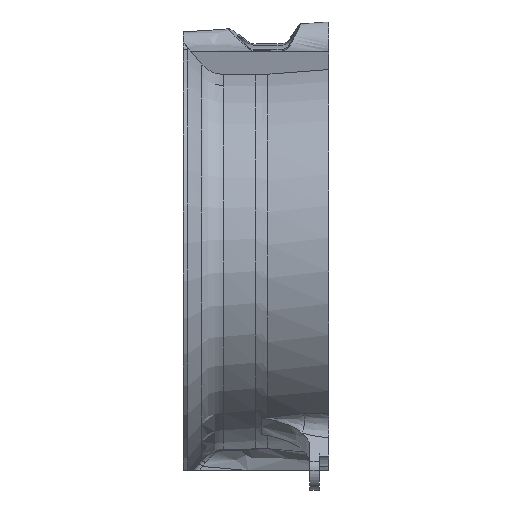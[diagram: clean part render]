
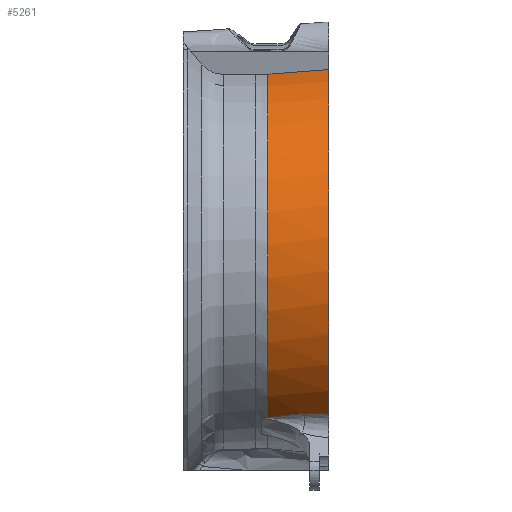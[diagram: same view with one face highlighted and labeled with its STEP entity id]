
A CAD part, left-side view. The second image highlights one B-rep face of the part: STEP entity #5261.
In plain terms, the highlighted conical face has half-angle 5 degrees and reference radius 41.392 mm.
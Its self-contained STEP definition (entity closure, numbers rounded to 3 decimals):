
#232 = CARTESIAN_POINT ( 'NONE',  ( -81.05, 7.775, 11.175 ) ) ;
#320 = CARTESIAN_POINT ( 'NONE',  ( -81.172, 7.373, 11.218 ) ) ;
#348 = CARTESIAN_POINT ( 'NONE',  ( -82.753, 2.381, 11.841 ) ) ;
#354 = AXIS2_PLACEMENT_3D ( 'NONE', #448, #5044, #2702 ) ;
#359 = DIRECTION ( 'NONE',  ( 0., 0., -1. ) ) ;
#448 = CARTESIAN_POINT ( 'NONE',  ( -57.861, -4., 44.21 ) ) ;
#609 = ORIENTED_EDGE ( 'NONE', *, *, #701, .T. ) ;
#636 = VERTEX_POINT ( 'NONE', #1077 ) ;
#701 = EDGE_CURVE ( 'NONE', #3642, #3584, #1259, .T. ) ;
#706 = EDGE_CURVE ( 'NONE', #2594, #3584, #2778, .T. ) ;
#744 = CARTESIAN_POINT ( 'NONE',  ( -83.57, -2.234, 11.969 ) ) ;
#829 = CARTESIAN_POINT ( 'NONE',  ( -83.46, -1.315, 11.984 ) ) ;
#908 = CARTESIAN_POINT ( 'NONE',  ( -82.444, 3.444, 11.722 ) ) ;
#1037 = B_SPLINE_CURVE_WITH_KNOTS ( 'NONE', 3,
 ( #5704, #3952, #4848, #5789, #2024, #2141, #232, #5221, #2053, #4377, #320, #4413, #5334, #3502, #1093, #1209, #3979, #3041, #5003, #2688, #5851, #1268, #1687, #1298, #4555, #2655, #2227, #2199, #2624, #5489, #908, #4912, #5818, #3134, #4039, #5943, #4589, #348, #5361, #1775, #4469, #4973 ),
 .UNSPECIFIED., .F., .F.,
 ( 4, 2, 2, 2, 1, 1, 1, 2, 2, 1, 1, 2, 2, 1, 2, 2, 1, 2, 2, 1, 1, 1, 1, 2, 2, 1, 4 ),
 ( 0.139, 0.246, 0.25, 0.253, 0.26, 0.273, 0.3, 0.354, 0.462, 0.489, 0.495, 0.499, 0.502, 0.515, 0.569, 0.677, 0.731, 0.744, 0.751, 0.758, 0.785, 0.838, 0.865, 0.872, 0.879, 0.892, 1. ),
 .UNSPECIFIED. ) ;
#1051 = CARTESIAN_POINT ( 'NONE',  ( -69.378, 4.501, 83.192 ) ) ;
#1077 = CARTESIAN_POINT ( 'NONE',  ( -80.771, 8.752, 11.085 ) ) ;
#1093 = CARTESIAN_POINT ( 'NONE',  ( -81.633, 5.938, 11.393 ) ) ;
#1209 = CARTESIAN_POINT ( 'NONE',  ( -81.67, 5.823, 11.408 ) ) ;
#1251 = CARTESIAN_POINT ( 'NONE',  ( -83.494, -1.568, 11.982 ) ) ;
#1259 = B_SPLINE_CURVE_WITH_KNOTS ( 'NONE', 3,
 ( #3401, #5234, #3908, #3456, #3995, #5831, #4451, #2605, #3635, #829, #1251, #1699, #744, #1727, #1277, #3085, #4922, #2635 ),
 .UNSPECIFIED., .F., .F.,
 ( 4, 2, 1, 1, 1, 2, 2, 1, 2, 2, 4 ),
 ( 0., 0.25, 0.375, 0.437, 0.469, 0.484, 0.5, 0.625, 0.687, 0.75, 1. ),
 .UNSPECIFIED. ) ;
#1268 = CARTESIAN_POINT ( 'NONE',  ( -81.816, 5.382, 11.467 ) ) ;
#1277 = CARTESIAN_POINT ( 'NONE',  ( -83.603, -2.565, 11.958 ) ) ;
#1298 = CARTESIAN_POINT ( 'NONE',  ( -82.033, 4.724, 11.555 ) ) ;
#1687 = CARTESIAN_POINT ( 'NONE',  ( -81.88, 5.189, 11.492 ) ) ;
#1699 = CARTESIAN_POINT ( 'NONE',  ( -83.535, -1.902, 11.977 ) ) ;
#1727 = CARTESIAN_POINT ( 'NONE',  ( -83.593, -2.453, 11.962 ) ) ;
#1775 = CARTESIAN_POINT ( 'NONE',  ( -82.868, 1.947, 11.882 ) ) ;
#1829 = DIRECTION ( 'NONE',  ( 0., -1., 0. ) ) ;
#2024 = CARTESIAN_POINT ( 'NONE',  ( -81.042, 7.801, 11.173 ) ) ;
#2053 = CARTESIAN_POINT ( 'NONE',  ( -81.07, 7.708, 11.182 ) ) ;
#2141 = CARTESIAN_POINT ( 'NONE',  ( -81.048, 7.781, 11.175 ) ) ;
#2199 = CARTESIAN_POINT ( 'NONE',  ( -82.407, 3.563, 11.707 ) ) ;
#2227 = CARTESIAN_POINT ( 'NONE',  ( -82.347, 3.757, 11.683 ) ) ;
#2375 = CARTESIAN_POINT ( 'NONE',  ( -69.811, -4., 83.839 ) ) ;
#2550 = CONICAL_SURFACE ( 'NONE', #354, 41.392, 0.087 ) ;
#2594 = VERTEX_POINT ( 'NONE', #2375 ) ;
#2605 = CARTESIAN_POINT ( 'NONE',  ( -83.449, -1.235, 11.984 ) ) ;
#2624 = CARTESIAN_POINT ( 'NONE',  ( -82.425, 3.505, 11.715 ) ) ;
#2635 = CARTESIAN_POINT ( 'NONE',  ( -83.704, -4., 11.878 ) ) ;
#2655 = CARTESIAN_POINT ( 'NONE',  ( -82.285, 3.95, 11.658 ) ) ;
#2688 = CARTESIAN_POINT ( 'NONE',  ( -81.736, 5.624, 11.434 ) ) ;
#2702 = DIRECTION ( 'NONE',  ( 0., 0., -1. ) ) ;
#2729 = ORIENTED_EDGE ( 'NONE', *, *, #5094, .F. ) ;
#2766 = DIRECTION ( 'NONE',  ( 0., 0., -1. ) ) ;
#2778 = CIRCLE ( 'NONE', #3259, 41.392 ) ;
#3041 = CARTESIAN_POINT ( 'NONE',  ( -81.725, 5.658, 11.43 ) ) ;
#3085 = CARTESIAN_POINT ( 'NONE',  ( -83.653, -3.103, 11.937 ) ) ;
#3113 = DIRECTION ( 'NONE',  ( 0., -1., 0. ) ) ;
#3134 = CARTESIAN_POINT ( 'NONE',  ( -82.648, 2.759, 11.802 ) ) ;
#3148 = FACE_OUTER_BOUND ( 'NONE', #5884, .T. ) ;
#3259 = AXIS2_PLACEMENT_3D ( 'NONE', #4952, #3113, #359 ) ;
#3401 = CARTESIAN_POINT ( 'NONE',  ( -83.009, 1.318, 11.922 ) ) ;
#3456 = CARTESIAN_POINT ( 'NONE',  ( -83.302, -0.253, 11.977 ) ) ;
#3485 = CARTESIAN_POINT ( 'NONE',  ( -69.595, 0.251, 83.516 ) ) ;
#3502 = CARTESIAN_POINT ( 'NONE',  ( -81.486, 6.387, 11.335 ) ) ;
#3584 = VERTEX_POINT ( 'NONE', #3781 ) ;
#3616 = AXIS2_PLACEMENT_3D ( 'NONE', #4580, #1829, #2766 ) ;
#3635 = CARTESIAN_POINT ( 'NONE',  ( -83.457, -1.289, 11.984 ) ) ;
#3642 = VERTEX_POINT ( 'NONE', #4719 ) ;
#3781 = CARTESIAN_POINT ( 'NONE',  ( -83.704, -4., 11.878 ) ) ;
#3908 = CARTESIAN_POINT ( 'NONE',  ( -83.188, 0.412, 11.961 ) ) ;
#3952 = CARTESIAN_POINT ( 'NONE',  ( -80.852, 8.454, 11.109 ) ) ;
#3979 = CARTESIAN_POINT ( 'NONE',  ( -81.713, 5.694, 11.425 ) ) ;
#3995 = CARTESIAN_POINT ( 'NONE',  ( -83.355, -0.583, 11.982 ) ) ;
#4039 = CARTESIAN_POINT ( 'NONE',  ( -82.714, 2.524, 11.827 ) ) ;
#4281 = B_SPLINE_CURVE_WITH_KNOTS ( 'NONE', 3,
 ( #5172, #1051, #3485, #5319 ),
 .UNSPECIFIED., .F., .F.,
 ( 4, 4 ),
 ( 0.001, 0.014 ),
 .UNSPECIFIED. ) ;
#4377 = CARTESIAN_POINT ( 'NONE',  ( -81.103, 7.599, 11.194 ) ) ;
#4413 = CARTESIAN_POINT ( 'NONE',  ( -81.239, 7.162, 11.242 ) ) ;
#4451 = CARTESIAN_POINT ( 'NONE',  ( -83.438, -1.154, 11.984 ) ) ;
#4457 = ORIENTED_EDGE ( 'NONE', *, *, #4813, .T. ) ;
#4469 = CARTESIAN_POINT ( 'NONE',  ( -82.95, 1.603, 11.907 ) ) ;
#4555 = CARTESIAN_POINT ( 'NONE',  ( -82.136, 4.415, 11.598 ) ) ;
#4580 = CARTESIAN_POINT ( 'NONE',  ( -57.861, 8.752, 44.21 ) ) ;
#4589 = CARTESIAN_POINT ( 'NONE',  ( -82.747, 2.401, 11.839 ) ) ;
#4719 = CARTESIAN_POINT ( 'NONE',  ( -83.009, 1.318, 11.922 ) ) ;
#4751 = CARTESIAN_POINT ( 'NONE',  ( -69.162, 8.752, 82.868 ) ) ;
#4813 = EDGE_CURVE ( 'NONE', #5069, #636, #4852, .T. ) ;
#4848 = CARTESIAN_POINT ( 'NONE',  ( -80.94, 8.143, 11.137 ) ) ;
#4852 = CIRCLE ( 'NONE', #3616, 40.276 ) ;
#4912 = CARTESIAN_POINT ( 'NONE',  ( -82.476, 3.338, 11.735 ) ) ;
#4922 = CARTESIAN_POINT ( 'NONE',  ( -83.683, -3.545, 11.912 ) ) ;
#4939 = ORIENTED_EDGE ( 'NONE', *, *, #706, .F. ) ;
#4952 = CARTESIAN_POINT ( 'NONE',  ( -57.861, -4., 44.21 ) ) ;
#4973 = CARTESIAN_POINT ( 'NONE',  ( -83.009, 1.318, 11.922 ) ) ;
#5003 = CARTESIAN_POINT ( 'NONE',  ( -81.733, 5.635, 11.433 ) ) ;
#5044 = DIRECTION ( 'NONE',  ( 0., -1., 0. ) ) ;
#5069 = VERTEX_POINT ( 'NONE', #4751 ) ;
#5094 = EDGE_CURVE ( 'NONE', #5069, #2594, #4281, .T. ) ;
#5172 = CARTESIAN_POINT ( 'NONE',  ( -69.162, 8.752, 82.868 ) ) ;
#5221 = CARTESIAN_POINT ( 'NONE',  ( -81.057, 7.753, 11.178 ) ) ;
#5234 = CARTESIAN_POINT ( 'NONE',  ( -83.103, 0.862, 11.945 ) ) ;
#5261 = ADVANCED_FACE ( 'NONE', ( #3148 ), #2550, .T. ) ;
#5319 = CARTESIAN_POINT ( 'NONE',  ( -69.811, -4., 83.839 ) ) ;
#5334 = CARTESIAN_POINT ( 'NONE',  ( -81.38, 6.716, 11.295 ) ) ;
#5361 = CARTESIAN_POINT ( 'NONE',  ( -82.77, 2.319, 11.847 ) ) ;
#5482 = ORIENTED_EDGE ( 'NONE', *, *, #5813, .T. ) ;
#5489 = CARTESIAN_POINT ( 'NONE',  ( -82.431, 3.486, 11.717 ) ) ;
#5704 = CARTESIAN_POINT ( 'NONE',  ( -80.771, 8.752, 11.085 ) ) ;
#5789 = CARTESIAN_POINT ( 'NONE',  ( -81.039, 7.811, 11.172 ) ) ;
#5813 = EDGE_CURVE ( 'NONE', #636, #3642, #1037, .T. ) ;
#5818 = CARTESIAN_POINT ( 'NONE',  ( -82.558, 3.069, 11.768 ) ) ;
#5831 = CARTESIAN_POINT ( 'NONE',  ( -83.412, -0.965, 11.984 ) ) ;
#5851 = CARTESIAN_POINT ( 'NONE',  ( -81.752, 5.576, 11.441 ) ) ;
#5884 = EDGE_LOOP ( 'NONE', ( #2729, #4457, #5482, #609, #4939 ) ) ;
#5943 = CARTESIAN_POINT ( 'NONE',  ( -82.738, 2.436, 11.836 ) ) ;
